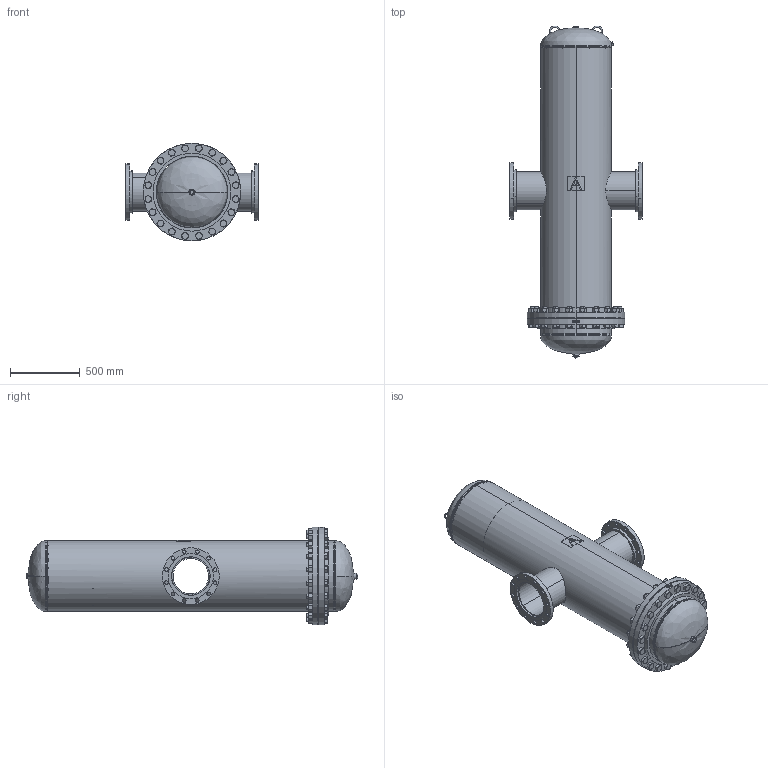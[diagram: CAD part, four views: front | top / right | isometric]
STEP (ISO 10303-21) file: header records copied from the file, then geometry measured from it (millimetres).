
FILE_DESCRIPTION (( 'STEP AP203' ), '1' );
FILE_NAME ('WVA-10HV.STEP', '2021-03-09T19:32:44', ( '' ), ( '' ), 'SwSTEP 2.0', 'SolidWorks 2021', '' );
FILE_SCHEMA (( 'CONFIG_CONTROL_DESIGN' ));
Length unit declared in the file: inch
Products named in the file (22): 99J0390; 9301130_10.375; 9461160; PLUGS_9500150; 9461110; 9500030; 9600830_20" VERT; 99B1195; 99J0405; 9800608_HHBOLT 1.1250-7x5x5-N; 99M3580_27.5; 99A1350; 72J1196; 9500050; 9200120; 9800641_HHNUT 1.1250-7-D-N; Garlock F.F. Gaskets 150# .0625 tk_9471020; 99J0381_Flat; 9400540; WVA-10HV; 99B1194
Assembly tree (71 placements, depth 3):
  WVA-10HV
    99B1194
    99B1195
    9200120
    9200120
    9500030  x2
    9500050
    PLUGS_9500150
    9301130_10.375  x2
    9461110  x2
    9461160  x2
    9800608_HHBOLT 1.1250-7x5x5-N  x20
    9800641_HHNUT 1.1250-7-D-N  x20
    Garlock F.F. Gaskets 150# .0625 tk_9471020
    9400540  x2
    72J1196  x2
    99A1350
      99J0390
      99J0405
      99J0381_Flat  x7
    99M3580_27.5
    9600830_20" VERT
Bounding box: 952.5 x 2379.16 x 700.28 mm (x, y, z)
Volume: 43844392.8 mm3; surface area: 15762850.4 mm2
Topology: 70 solids, 70 shells, 2388 faces, 5247 edges, 3036 vertices
Faces by surface type: plane 1113, cylinder 700, cone 506, bspline 49, torus 20
Entity records: 28620 total; most frequent: CARTESIAN_POINT 10919, DIRECTION 3038, ORIENTED_EDGE 2782, EDGE_CURVE 1391, AXIS2_PLACEMENT_3D 1233, VERTEX_POINT 854, EDGE_LOOP 733, CIRCLE 618
